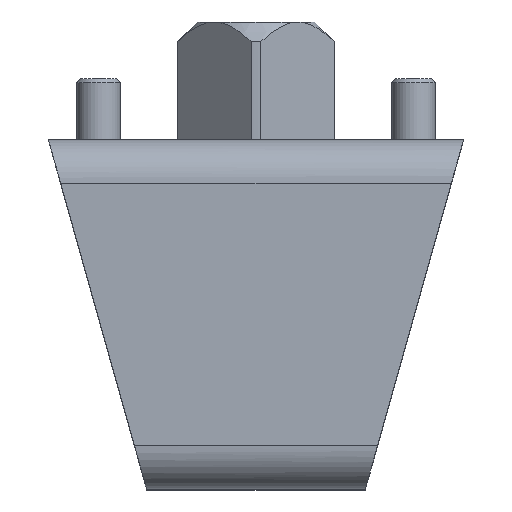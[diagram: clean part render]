
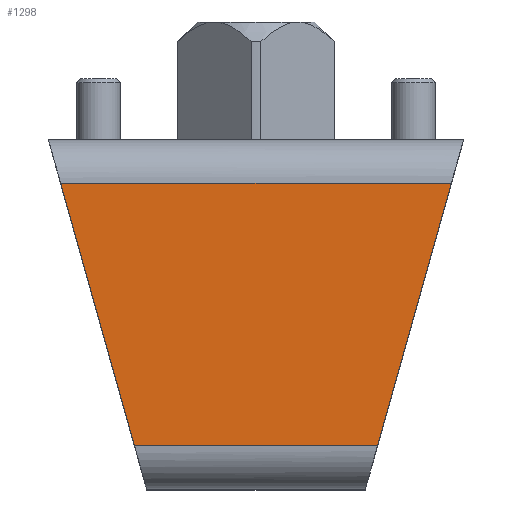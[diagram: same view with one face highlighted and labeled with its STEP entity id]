
A CAD part, top view. The second image highlights one B-rep face of the part: STEP entity #1298.
In plain terms, the highlighted planar face has unit normal (0, 0, 1).
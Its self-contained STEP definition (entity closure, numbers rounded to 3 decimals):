
#169=PLANE('',#1447);
#253=ORIENTED_EDGE('',*,*,#559,.T.);
#254=ORIENTED_EDGE('',*,*,#589,.T.);
#255=ORIENTED_EDGE('',*,*,#586,.F.);
#256=ORIENTED_EDGE('',*,*,#590,.T.);
#559=EDGE_CURVE('',#731,#730,#852,.T.);
#586=EDGE_CURVE('',#752,#753,#864,.T.);
#589=EDGE_CURVE('',#730,#753,#865,.T.);
#590=EDGE_CURVE('',#752,#731,#866,.T.);
#730=VERTEX_POINT('',#2015);
#731=VERTEX_POINT('',#2017);
#752=VERTEX_POINT('',#2071);
#753=VERTEX_POINT('',#2072);
#852=LINE('',#2016,#924);
#864=LINE('',#2070,#936);
#865=LINE('',#2076,#937);
#866=LINE('',#2077,#938);
#924=VECTOR('',#1600,1000.);
#936=VECTOR('',#1654,1000.);
#937=VECTOR('',#1661,1000.);
#938=VECTOR('',#1662,1000.);
#1012=EDGE_LOOP('',(#253,#254,#255,#256));
#1144=FACE_BOUND('',#1012,.T.);
#1298=ADVANCED_FACE('',(#1144),#169,.F.);
#1447=AXIS2_PLACEMENT_3D('',#2075,#1659,#1660);
#1600=DIRECTION('',(-1.,0.,0.));
#1654=DIRECTION('',(-1.,0.,0.));
#1659=DIRECTION('',(0.,0.,-1.));
#1660=DIRECTION('',(-1.,0.,0.));
#1661=DIRECTION('',(-0.271,-0.963,0.));
#1662=DIRECTION('',(-0.271,0.963,0.));
#2015=CARTESIAN_POINT('',(-27.813,70.,60.));
#2016=CARTESIAN_POINT('',(47.5,70.,60.));
#2017=CARTESIAN_POINT('',(27.813,70.,60.));
#2070=CARTESIAN_POINT('',(47.5,10.,60.));
#2071=CARTESIAN_POINT('',(44.688,10.,60.));
#2072=CARTESIAN_POINT('',(-44.688,10.,60.));
#2075=CARTESIAN_POINT('',(47.5,70.,60.));
#2076=CARTESIAN_POINT('',(-25.,80.,60.));
#2077=CARTESIAN_POINT('',(47.5,0.,60.));
